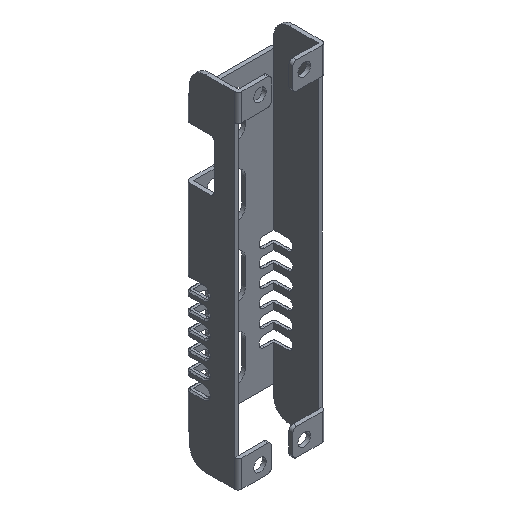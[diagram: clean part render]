
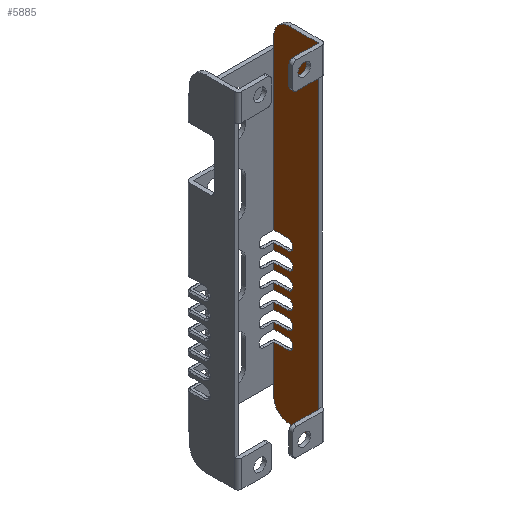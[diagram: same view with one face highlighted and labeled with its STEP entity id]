
A CAD part, isometric view. The second image highlights one B-rep face of the part: STEP entity #5885.
In plain terms, the highlighted planar face has unit normal (-1, 0, 0).
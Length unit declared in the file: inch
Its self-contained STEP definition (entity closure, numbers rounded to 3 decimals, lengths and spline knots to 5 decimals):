
#1551=CARTESIAN_POINT('',(0.64,-0.312,-2.5));
#1552=DIRECTION('',(-1.,0.,0.));
#1553=DIRECTION('',(0.,1.,0.));
#1554=AXIS2_PLACEMENT_3D('',#1551,#1552,#1553);
#1565=DIRECTION('',(0.,0.,1.));
#1566=VECTOR('',#1565,0.43);
#1567=CARTESIAN_POINT('',(0.64,-0.772,2.32));
#1568=LINE('',#1567,#1566);
#1569=DIRECTION('',(0.,0.,-1.));
#1570=VECTOR('',#1569,0.43);
#1571=CARTESIAN_POINT('',(0.64,-0.772,-2.32));
#1572=LINE('',#1571,#1570);
#1573=DIRECTION('',(0.,0.,1.));
#1574=VECTOR('',#1573,0.18);
#1575=CARTESIAN_POINT('',(0.64,-0.062,-2.5));
#1576=LINE('',#1575,#1574);
#1577=DIRECTION('',(0.,0.,1.));
#1578=VECTOR('',#1577,0.577);
#1579=CARTESIAN_POINT('',(0.64,-0.062,-2.32));
#1580=LINE('',#1579,#1578);
#1581=DIRECTION('',(0.,-1.,0.));
#1582=VECTOR('',#1581,0.218);
#1583=CARTESIAN_POINT('',(0.64,-0.062,-1.743));
#1584=LINE('',#1583,#1582);
#1585=CARTESIAN_POINT('',(0.64,-0.28,-1.655));
#1586=DIRECTION('',(1.,0.,0.));
#1587=DIRECTION('',(0.,0.,1.));
#1588=AXIS2_PLACEMENT_3D('',#1585,#1586,#1587);
#1590=DIRECTION('',(0.,-1.,0.));
#1591=VECTOR('',#1590,0.218);
#1592=CARTESIAN_POINT('',(0.64,-0.062,-1.567));
#1593=LINE('',#1592,#1591);
#1594=DIRECTION('',(0.,0.,1.));
#1595=VECTOR('',#1594,0.099);
#1596=CARTESIAN_POINT('',(0.64,-0.062,-1.567));
#1597=LINE('',#1596,#1595);
#1598=DIRECTION('',(0.,-1.,0.));
#1599=VECTOR('',#1598,0.218);
#1600=CARTESIAN_POINT('',(0.64,-0.062,-1.468));
#1601=LINE('',#1600,#1599);
#1602=CARTESIAN_POINT('',(0.64,-0.28,-1.38));
#1603=DIRECTION('',(1.,0.,0.));
#1604=DIRECTION('',(0.,0.,1.));
#1605=AXIS2_PLACEMENT_3D('',#1602,#1603,#1604);
#1607=DIRECTION('',(0.,-1.,0.));
#1608=VECTOR('',#1607,0.218);
#1609=CARTESIAN_POINT('',(0.64,-0.062,-1.292));
#1610=LINE('',#1609,#1608);
#1611=DIRECTION('',(0.,0.,1.));
#1612=VECTOR('',#1611,0.099);
#1613=CARTESIAN_POINT('',(0.64,-0.062,-1.292));
#1614=LINE('',#1613,#1612);
#1615=DIRECTION('',(0.,-1.,0.));
#1616=VECTOR('',#1615,0.218);
#1617=CARTESIAN_POINT('',(0.64,-0.062,-1.193));
#1618=LINE('',#1617,#1616);
#1619=CARTESIAN_POINT('',(0.64,-0.28,-1.105));
#1620=DIRECTION('',(1.,0.,0.));
#1621=DIRECTION('',(0.,0.,1.));
#1622=AXIS2_PLACEMENT_3D('',#1619,#1620,#1621);
#1624=DIRECTION('',(0.,-1.,0.));
#1625=VECTOR('',#1624,0.218);
#1626=CARTESIAN_POINT('',(0.64,-0.062,-1.017));
#1627=LINE('',#1626,#1625);
#1628=DIRECTION('',(0.,0.,1.));
#1629=VECTOR('',#1628,0.099);
#1630=CARTESIAN_POINT('',(0.64,-0.062,-1.017));
#1631=LINE('',#1630,#1629);
#1632=DIRECTION('',(0.,-1.,0.));
#1633=VECTOR('',#1632,0.218);
#1634=CARTESIAN_POINT('',(0.64,-0.062,-0.918));
#1635=LINE('',#1634,#1633);
#1636=CARTESIAN_POINT('',(0.64,-0.28,-0.83));
#1637=DIRECTION('',(1.,0.,0.));
#1638=DIRECTION('',(0.,0.,1.));
#1639=AXIS2_PLACEMENT_3D('',#1636,#1637,#1638);
#1641=DIRECTION('',(0.,-1.,0.));
#1642=VECTOR('',#1641,0.218);
#1643=CARTESIAN_POINT('',(0.64,-0.062,-0.742));
#1644=LINE('',#1643,#1642);
#1645=DIRECTION('',(0.,0.,1.));
#1646=VECTOR('',#1645,0.099);
#1647=CARTESIAN_POINT('',(0.64,-0.062,-0.742));
#1648=LINE('',#1647,#1646);
#1649=DIRECTION('',(0.,-1.,0.));
#1650=VECTOR('',#1649,0.218);
#1651=CARTESIAN_POINT('',(0.64,-0.062,-0.643));
#1652=LINE('',#1651,#1650);
#1653=CARTESIAN_POINT('',(0.64,-0.28,-0.555));
#1654=DIRECTION('',(1.,0.,0.));
#1655=DIRECTION('',(0.,0.,1.));
#1656=AXIS2_PLACEMENT_3D('',#1653,#1654,#1655);
#1658=DIRECTION('',(0.,-1.,0.));
#1659=VECTOR('',#1658,0.218);
#1660=CARTESIAN_POINT('',(0.64,-0.062,-0.467));
#1661=LINE('',#1660,#1659);
#1662=DIRECTION('',(0.,0.,1.));
#1663=VECTOR('',#1662,0.099);
#1664=CARTESIAN_POINT('',(0.64,-0.062,-0.467));
#1665=LINE('',#1664,#1663);
#1666=DIRECTION('',(0.,-1.,0.));
#1667=VECTOR('',#1666,0.218);
#1668=CARTESIAN_POINT('',(0.64,-0.062,-0.368));
#1669=LINE('',#1668,#1667);
#1670=CARTESIAN_POINT('',(0.64,-0.28,-0.28));
#1671=DIRECTION('',(1.,0.,0.));
#1672=DIRECTION('',(0.,0.,1.));
#1673=AXIS2_PLACEMENT_3D('',#1670,#1671,#1672);
#1675=DIRECTION('',(0.,-1.,0.));
#1676=VECTOR('',#1675,0.218);
#1677=CARTESIAN_POINT('',(0.64,-0.062,-0.192));
#1678=LINE('',#1677,#1676);
#1679=DIRECTION('',(0.,0.,1.));
#1680=VECTOR('',#1679,2.512);
#1681=CARTESIAN_POINT('',(0.64,-0.062,-0.192));
#1682=LINE('',#1681,#1680);
#1683=DIRECTION('',(0.,0.,-1.));
#1684=VECTOR('',#1683,0.18);
#1685=CARTESIAN_POINT('',(0.64,-0.062,2.5));
#1686=LINE('',#1685,#1684);
#1700=CARTESIAN_POINT('',(0.64,-0.312,2.5));
#1701=DIRECTION('',(-1.,0.,0.));
#1702=DIRECTION('',(0.,0.,1.));
#1703=AXIS2_PLACEMENT_3D('',#1700,#1701,#1702);
#1773=DIRECTION('',(0.,0.,1.));
#1774=VECTOR('',#1773,4.64);
#1775=CARTESIAN_POINT('',(0.64,-0.772,-2.32));
#1776=LINE('',#1775,#1774);
#1825=DIRECTION('',(0.,-1.,0.));
#1826=VECTOR('',#1825,0.46);
#1827=CARTESIAN_POINT('',(0.64,-0.312,-2.75));
#1828=LINE('',#1827,#1826);
#1953=DIRECTION('',(0.,-1.,0.));
#1954=VECTOR('',#1953,0.46);
#1955=CARTESIAN_POINT('',(0.64,-0.312,2.75));
#1956=LINE('',#1955,#1954);
#3051=CARTESIAN_POINT('',(0.64,-0.772,-2.32));
#3052=CARTESIAN_POINT('',(0.64,-0.772,-2.75));
#3053=VERTEX_POINT('',#3051);
#3054=VERTEX_POINT('',#3052);
#3055=CARTESIAN_POINT('',(0.64,-0.772,2.32));
#3057=VERTEX_POINT('',#3055);
#3129=CARTESIAN_POINT('',(0.64,-0.772,2.75));
#3130=VERTEX_POINT('',#3129);
#3195=CARTESIAN_POINT('',(0.64,-0.062,-1.743));
#3196=CARTESIAN_POINT('',(0.64,-0.28,-1.743));
#3197=VERTEX_POINT('',#3195);
#3198=VERTEX_POINT('',#3196);
#3199=CARTESIAN_POINT('',(0.64,-0.062,-1.567));
#3200=CARTESIAN_POINT('',(0.64,-0.28,-1.567));
#3201=VERTEX_POINT('',#3199);
#3202=VERTEX_POINT('',#3200);
#3268=CARTESIAN_POINT('',(0.64,-0.062,-2.32));
#3270=VERTEX_POINT('',#3268);
#3280=CARTESIAN_POINT('',(0.64,-0.062,2.32));
#3282=VERTEX_POINT('',#3280);
#3307=CARTESIAN_POINT('',(0.64,-0.062,-1.468));
#3308=CARTESIAN_POINT('',(0.64,-0.28,-1.468));
#3309=VERTEX_POINT('',#3307);
#3310=VERTEX_POINT('',#3308);
#3311=CARTESIAN_POINT('',(0.64,-0.062,-1.292));
#3312=CARTESIAN_POINT('',(0.64,-0.28,-1.292));
#3313=VERTEX_POINT('',#3311);
#3314=VERTEX_POINT('',#3312);
#3395=CARTESIAN_POINT('',(0.64,-0.062,-1.193));
#3396=CARTESIAN_POINT('',(0.64,-0.28,-1.193));
#3397=VERTEX_POINT('',#3395);
#3398=VERTEX_POINT('',#3396);
#3399=CARTESIAN_POINT('',(0.64,-0.062,-1.017));
#3400=CARTESIAN_POINT('',(0.64,-0.28,-1.017));
#3401=VERTEX_POINT('',#3399);
#3402=VERTEX_POINT('',#3400);
#3483=CARTESIAN_POINT('',(0.64,-0.062,-0.918));
#3484=CARTESIAN_POINT('',(0.64,-0.28,-0.918));
#3485=VERTEX_POINT('',#3483);
#3486=VERTEX_POINT('',#3484);
#3487=CARTESIAN_POINT('',(0.64,-0.062,-0.742));
#3488=CARTESIAN_POINT('',(0.64,-0.28,-0.742));
#3489=VERTEX_POINT('',#3487);
#3490=VERTEX_POINT('',#3488);
#3571=CARTESIAN_POINT('',(0.64,-0.062,-0.643));
#3572=CARTESIAN_POINT('',(0.64,-0.28,-0.643));
#3573=VERTEX_POINT('',#3571);
#3574=VERTEX_POINT('',#3572);
#3575=CARTESIAN_POINT('',(0.64,-0.062,-0.467));
#3576=CARTESIAN_POINT('',(0.64,-0.28,-0.467));
#3577=VERTEX_POINT('',#3575);
#3578=VERTEX_POINT('',#3576);
#3659=CARTESIAN_POINT('',(0.64,-0.062,-0.368));
#3660=CARTESIAN_POINT('',(0.64,-0.28,-0.368));
#3661=VERTEX_POINT('',#3659);
#3662=VERTEX_POINT('',#3660);
#3663=CARTESIAN_POINT('',(0.64,-0.062,-0.192));
#3664=CARTESIAN_POINT('',(0.64,-0.28,-0.192));
#3665=VERTEX_POINT('',#3663);
#3666=VERTEX_POINT('',#3664);
#3764=CARTESIAN_POINT('',(0.64,-0.062,2.5));
#3766=VERTEX_POINT('',#3764);
#3769=CARTESIAN_POINT('',(0.64,-0.312,2.75));
#3770=VERTEX_POINT('',#3769);
#3787=CARTESIAN_POINT('',(0.64,-0.062,-2.5));
#3789=VERTEX_POINT('',#3787);
#3791=CARTESIAN_POINT('',(0.64,-0.312,-2.75));
#3792=VERTEX_POINT('',#3791);
#5819=CARTESIAN_POINT('',(0.64,-0.062,-2.75));
#5820=DIRECTION('',(-1.,0.,0.));
#5821=DIRECTION('',(0.,-1.,0.));
#5822=AXIS2_PLACEMENT_3D('',#5819,#5820,#5821);
#5823=PLANE('',#5822);
#5825=ORIENTED_EDGE('',*,*,#5824,.F.);
#5827=ORIENTED_EDGE('',*,*,#5826,.T.);
#5829=ORIENTED_EDGE('',*,*,#5828,.F.);
#5831=ORIENTED_EDGE('',*,*,#5830,.F.);
#5833=ORIENTED_EDGE('',*,*,#5832,.T.);
#5835=ORIENTED_EDGE('',*,*,#5834,.F.);
#5836=ORIENTED_EDGE('',*,*,#5810,.F.);
#5837=ORIENTED_EDGE('',*,*,#5799,.T.);
#5838=ORIENTED_EDGE('',*,*,#4207,.T.);
#5840=ORIENTED_EDGE('',*,*,#5839,.T.);
#5842=ORIENTED_EDGE('',*,*,#5841,.F.);
#5844=ORIENTED_EDGE('',*,*,#5843,.F.);
#5845=ORIENTED_EDGE('',*,*,#4199,.T.);
#5847=ORIENTED_EDGE('',*,*,#5846,.T.);
#5849=ORIENTED_EDGE('',*,*,#5848,.F.);
#5851=ORIENTED_EDGE('',*,*,#5850,.F.);
#5852=ORIENTED_EDGE('',*,*,#4191,.T.);
#5854=ORIENTED_EDGE('',*,*,#5853,.T.);
#5856=ORIENTED_EDGE('',*,*,#5855,.F.);
#5858=ORIENTED_EDGE('',*,*,#5857,.F.);
#5859=ORIENTED_EDGE('',*,*,#4183,.T.);
#5861=ORIENTED_EDGE('',*,*,#5860,.T.);
#5863=ORIENTED_EDGE('',*,*,#5862,.F.);
#5865=ORIENTED_EDGE('',*,*,#5864,.F.);
#5866=ORIENTED_EDGE('',*,*,#4175,.T.);
#5868=ORIENTED_EDGE('',*,*,#5867,.T.);
#5870=ORIENTED_EDGE('',*,*,#5869,.F.);
#5872=ORIENTED_EDGE('',*,*,#5871,.F.);
#5873=ORIENTED_EDGE('',*,*,#4167,.T.);
#5875=ORIENTED_EDGE('',*,*,#5874,.T.);
#5877=ORIENTED_EDGE('',*,*,#5876,.F.);
#5879=ORIENTED_EDGE('',*,*,#5878,.F.);
#5880=ORIENTED_EDGE('',*,*,#4159,.T.);
#5882=ORIENTED_EDGE('',*,*,#5881,.F.);
#5883=EDGE_LOOP('',(#5825,#5827,#5829,#5831,#5833,#5835,#5836,#5837,#5838,#5840,
#5842,#5844,#5845,#5847,#5849,#5851,#5852,#5854,#5856,#5858,#5859,#5861,#5863,
#5865,#5866,#5868,#5870,#5872,#5873,#5875,#5877,#5879,#5880,#5882));
#5884=FACE_OUTER_BOUND('',#5883,.F.);
#5885=ADVANCED_FACE('',(#5884),#5823,.T.);
#1555=CIRCLE('',#1554,0.25);
#1589=CIRCLE('',#1588,0.088);
#1606=CIRCLE('',#1605,0.088);
#1623=CIRCLE('',#1622,0.088);
#1640=CIRCLE('',#1639,0.088);
#1657=CIRCLE('',#1656,0.088);
#1674=CIRCLE('',#1673,0.088);
#1704=CIRCLE('',#1703,0.25);
#4159=EDGE_CURVE('',#3665,#3282,#1682,.T.);
#4167=EDGE_CURVE('',#3577,#3661,#1665,.T.);
#4175=EDGE_CURVE('',#3489,#3573,#1648,.T.);
#4183=EDGE_CURVE('',#3401,#3485,#1631,.T.);
#4191=EDGE_CURVE('',#3313,#3397,#1614,.T.);
#4199=EDGE_CURVE('',#3201,#3309,#1597,.T.);
#4207=EDGE_CURVE('',#3270,#3197,#1580,.T.);
#5799=EDGE_CURVE('',#3789,#3270,#1576,.T.);
#5810=EDGE_CURVE('',#3789,#3792,#1555,.T.);
#5824=EDGE_CURVE('',#3770,#3766,#1704,.T.);
#5826=EDGE_CURVE('',#3770,#3130,#1956,.T.);
#5828=EDGE_CURVE('',#3057,#3130,#1568,.T.);
#5830=EDGE_CURVE('',#3053,#3057,#1776,.T.);
#5832=EDGE_CURVE('',#3053,#3054,#1572,.T.);
#5834=EDGE_CURVE('',#3792,#3054,#1828,.T.);
#5839=EDGE_CURVE('',#3197,#3198,#1584,.T.);
#5841=EDGE_CURVE('',#3202,#3198,#1589,.T.);
#5843=EDGE_CURVE('',#3201,#3202,#1593,.T.);
#5846=EDGE_CURVE('',#3309,#3310,#1601,.T.);
#5848=EDGE_CURVE('',#3314,#3310,#1606,.T.);
#5850=EDGE_CURVE('',#3313,#3314,#1610,.T.);
#5853=EDGE_CURVE('',#3397,#3398,#1618,.T.);
#5855=EDGE_CURVE('',#3402,#3398,#1623,.T.);
#5857=EDGE_CURVE('',#3401,#3402,#1627,.T.);
#5860=EDGE_CURVE('',#3485,#3486,#1635,.T.);
#5862=EDGE_CURVE('',#3490,#3486,#1640,.T.);
#5864=EDGE_CURVE('',#3489,#3490,#1644,.T.);
#5867=EDGE_CURVE('',#3573,#3574,#1652,.T.);
#5869=EDGE_CURVE('',#3578,#3574,#1657,.T.);
#5871=EDGE_CURVE('',#3577,#3578,#1661,.T.);
#5874=EDGE_CURVE('',#3661,#3662,#1669,.T.);
#5876=EDGE_CURVE('',#3666,#3662,#1674,.T.);
#5878=EDGE_CURVE('',#3665,#3666,#1678,.T.);
#5881=EDGE_CURVE('',#3766,#3282,#1686,.T.);
